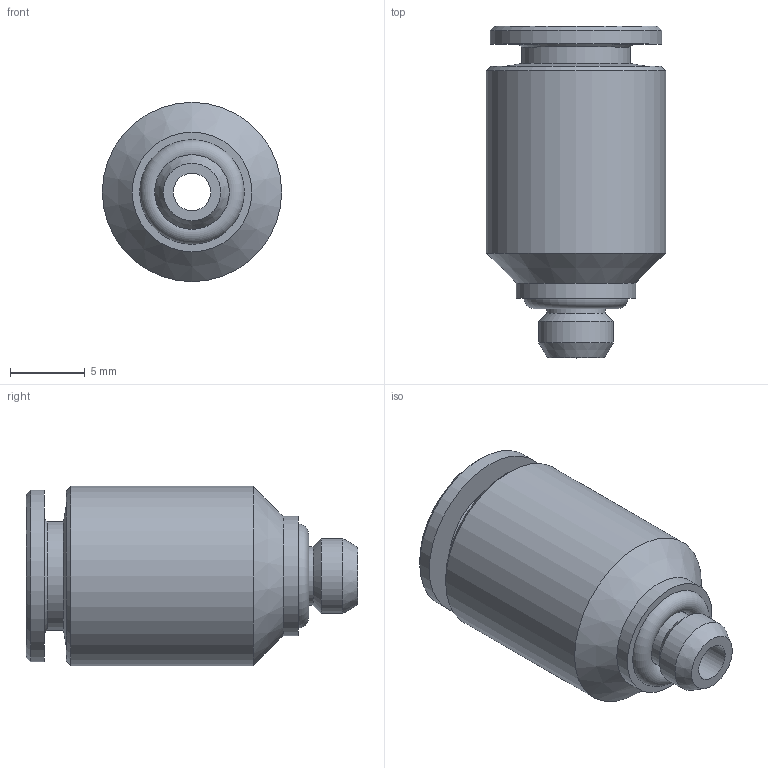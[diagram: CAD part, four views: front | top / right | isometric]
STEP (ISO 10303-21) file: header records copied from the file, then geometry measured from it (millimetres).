
FILE_DESCRIPTION( ( 'STEP AP214' ), '1' );
FILE_NAME( 'psolqas_8888_8.stp', '2020-12-01T17:06:31', ( 'License CC BY-ND 4.0' ), ( 'CADENAS' ), ' ', 'PARTsolutions', ' ' );
FILE_SCHEMA( ( 'AUTOMOTIVE_DESIGN { 1 0 10303 214 1 1 1 1 }' ) );
Length unit declared in the file: metre
Products named in the file (1): NONE
Bounding box: 12 x 22.2 x 12 mm (x, y, z)
Volume: 1368 mm3; surface area: 1346.7 mm2
Topology: 1 solids, 1 shells, 36 faces, 73 edges, 43 vertices
Faces by surface type: plane 18, cone 9, cylinder 8, torus 1
Full cylindrical faces by diameter (mm): 2.5 x1, 3.9 x1, 5 x1, 6.15 x1, 7.3 x1, 8 x1, 11.5 x1, 12 x1
Entity records: 1166 total; most frequent: CARTESIAN_POINT 179, DIRECTION 150, ORIENTED_EDGE 106, AXIS2_PLACEMENT_3D 66, EDGE_LOOP 60, EDGE_CURVE 53, FACE_OUTER_BOUND 45, VERTEX_POINT 41
